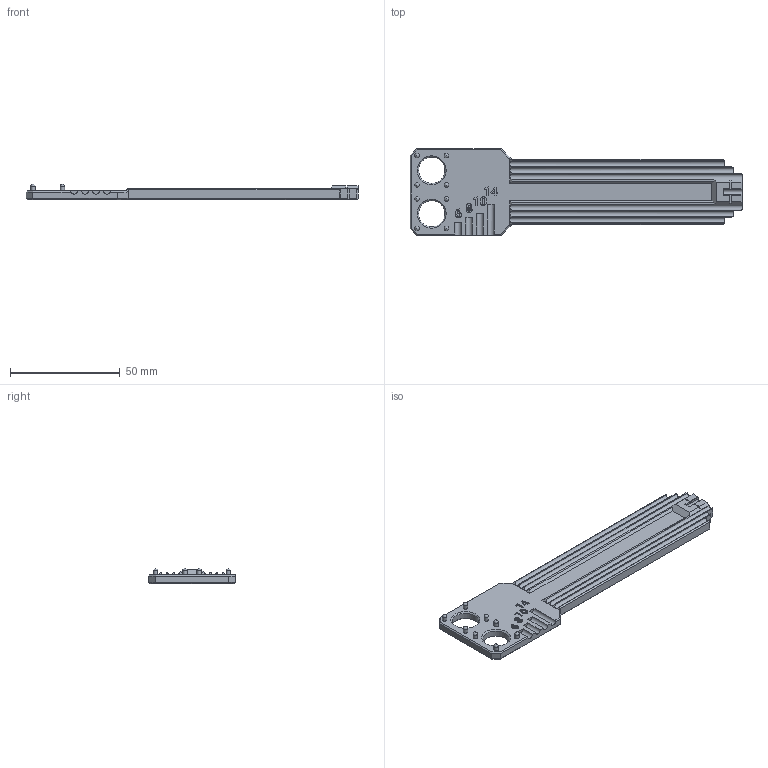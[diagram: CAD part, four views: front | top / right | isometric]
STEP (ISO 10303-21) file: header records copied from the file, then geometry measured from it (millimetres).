
FILE_DESCRIPTION(/* description */ (''),/* implementation_level */ '2;1');
FILE_NAME(/* name */ 'CuttingGuide19mm.step',/* time_stamp */ '2024-04-23T16:12:13+03:00',/* author */ (''),/* organization */ (''),/* preprocessor_version */ 'ST-DEVELOPER v20',/* originating_system */ 'Autodesk Translation Framework v12.20.1.177',/* authorisation */ '');
FILE_SCHEMA (('AUTOMOTIVE_DESIGN { 1 0 10303 214 3 1 1 }'));
Length unit declared in the file: millimetre
Products named in the file (1): CuttingGuide19mm
Bounding box: 151.6 x 39.6 x 7 mm (x, y, z)
Volume: 19539.4 mm3; surface area: 12029.3 mm2
Topology: 1 solids, 1 shells, 248 faces, 667 edges, 432 vertices
Faces by surface type: plane 146, bspline 69, cylinder 21, sphere 8, cone 4
Full cylindrical faces by diameter (mm): 2 x8, 12 x2
Entity records: 8304 total; most frequent: CARTESIAN_POINT 2513, ORIENTED_EDGE 1318, DIRECTION 947, EDGE_CURVE 659, LINE 455, VECTOR 455, VERTEX_POINT 432, EDGE_LOOP 271
